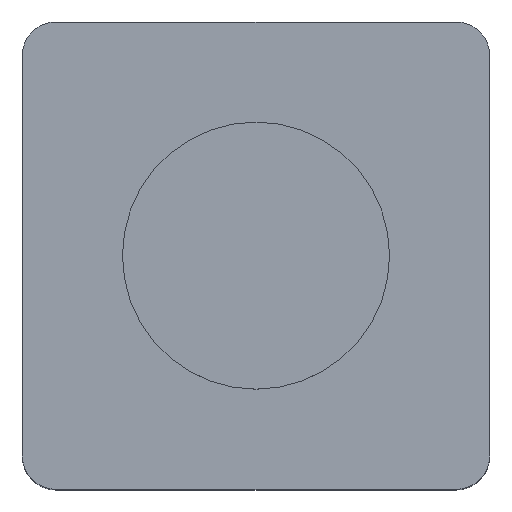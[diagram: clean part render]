
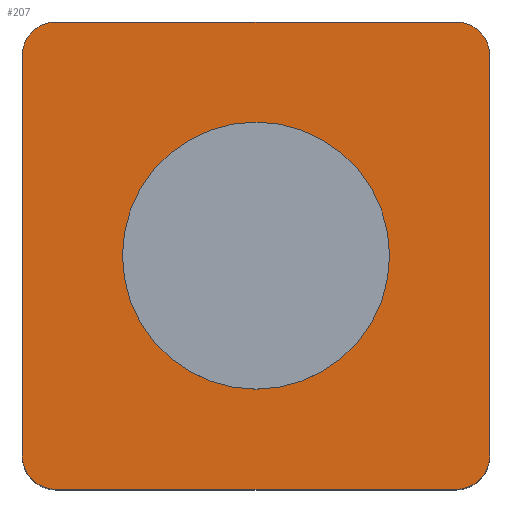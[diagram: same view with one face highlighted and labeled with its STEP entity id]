
A CAD part, top view. The second image highlights one B-rep face of the part: STEP entity #207.
In plain terms, the highlighted planar face has unit normal (0, 0, 1).
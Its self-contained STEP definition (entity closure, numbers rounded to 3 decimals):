
#24 = VERTEX_POINT('',#25);
#25 = CARTESIAN_POINT('',(3.,3.5,5.5));
#31 = EDGE_CURVE('',#24,#32,#34,.T.);
#32 = VERTEX_POINT('',#33);
#33 = CARTESIAN_POINT('',(-3.,3.5,5.5));
#34 = LINE('',#35,#36);
#35 = CARTESIAN_POINT('',(3.,3.5,5.5));
#36 = VECTOR('',#37,1.);
#37 = DIRECTION('',(-1.,0.,0.));
#64 = VERTEX_POINT('',#65);
#65 = CARTESIAN_POINT('',(3.5,3.,5.5));
#71 = EDGE_CURVE('',#64,#24,#72,.T.);
#72 = CIRCLE('',#73,0.5);
#73 = AXIS2_PLACEMENT_3D('',#74,#75,#76);
#74 = CARTESIAN_POINT('',(3.,3.,5.5));
#75 = DIRECTION('',(0.,0.,1.));
#76 = DIRECTION('',(-1.,0.,0.));
#95 = EDGE_CURVE('',#32,#96,#98,.T.);
#96 = VERTEX_POINT('',#97);
#97 = CARTESIAN_POINT('',(-3.5,3.,5.5));
#98 = CIRCLE('',#99,0.5);
#99 = AXIS2_PLACEMENT_3D('',#100,#101,#102);
#100 = CARTESIAN_POINT('',(-3.,3.,5.5));
#101 = DIRECTION('',(0.,0.,1.));
#102 = DIRECTION('',(-1.,0.,0.));
#207 = ADVANCED_FACE('',(#208,#253),#264,.T.);
#208 = FACE_BOUND('',#209,.T.);
#209 = EDGE_LOOP('',(#210,#211,#212,#220,#229,#237,#246,#252));
#210 = ORIENTED_EDGE('',*,*,#31,.T.);
#211 = ORIENTED_EDGE('',*,*,#95,.T.);
#212 = ORIENTED_EDGE('',*,*,#213,.T.);
#213 = EDGE_CURVE('',#96,#214,#216,.T.);
#214 = VERTEX_POINT('',#215);
#215 = CARTESIAN_POINT('',(-3.5,-3.,5.5));
#216 = LINE('',#217,#218);
#217 = CARTESIAN_POINT('',(-3.5,3.,5.5));
#218 = VECTOR('',#219,1.);
#219 = DIRECTION('',(0.,-1.,0.));
#220 = ORIENTED_EDGE('',*,*,#221,.T.);
#221 = EDGE_CURVE('',#214,#222,#224,.T.);
#222 = VERTEX_POINT('',#223);
#223 = CARTESIAN_POINT('',(-3.,-3.5,5.5));
#224 = CIRCLE('',#225,0.5);
#225 = AXIS2_PLACEMENT_3D('',#226,#227,#228);
#226 = CARTESIAN_POINT('',(-3.,-3.,5.5));
#227 = DIRECTION('',(0.,0.,1.));
#228 = DIRECTION('',(-1.,0.,0.));
#229 = ORIENTED_EDGE('',*,*,#230,.T.);
#230 = EDGE_CURVE('',#222,#231,#233,.T.);
#231 = VERTEX_POINT('',#232);
#232 = CARTESIAN_POINT('',(3.,-3.5,5.5));
#233 = LINE('',#234,#235);
#234 = CARTESIAN_POINT('',(-3.,-3.5,5.5));
#235 = VECTOR('',#236,1.);
#236 = DIRECTION('',(1.,0.,0.));
#237 = ORIENTED_EDGE('',*,*,#238,.T.);
#238 = EDGE_CURVE('',#231,#239,#241,.T.);
#239 = VERTEX_POINT('',#240);
#240 = CARTESIAN_POINT('',(3.5,-3.,5.5));
#241 = CIRCLE('',#242,0.5);
#242 = AXIS2_PLACEMENT_3D('',#243,#244,#245);
#243 = CARTESIAN_POINT('',(3.,-3.,5.5));
#244 = DIRECTION('',(0.,0.,1.));
#245 = DIRECTION('',(-1.,0.,0.));
#246 = ORIENTED_EDGE('',*,*,#247,.T.);
#247 = EDGE_CURVE('',#239,#64,#248,.T.);
#248 = LINE('',#249,#250);
#249 = CARTESIAN_POINT('',(3.5,-3.,5.5));
#250 = VECTOR('',#251,1.);
#251 = DIRECTION('',(0.,1.,0.));
#252 = ORIENTED_EDGE('',*,*,#71,.T.);
#253 = FACE_BOUND('',#254,.T.);
#254 = EDGE_LOOP('',(#255));
#255 = ORIENTED_EDGE('',*,*,#256,.F.);
#256 = EDGE_CURVE('',#257,#257,#259,.T.);
#257 = VERTEX_POINT('',#258);
#258 = CARTESIAN_POINT('',(-2.,0.,5.5));
#259 = CIRCLE('',#260,2.);
#260 = AXIS2_PLACEMENT_3D('',#261,#262,#263);
#261 = CARTESIAN_POINT('',(0.,0.,5.5)
  );
#262 = DIRECTION('',(0.,0.,1.));
#263 = DIRECTION('',(-1.,0.,0.));
#264 = PLANE('',#265);
#265 = AXIS2_PLACEMENT_3D('',#266,#267,#268);
#266 = CARTESIAN_POINT('',(0.,0.,5.5)
  );
#267 = DIRECTION('',(0.,0.,1.));
#268 = DIRECTION('',(-1.,0.,0.));
